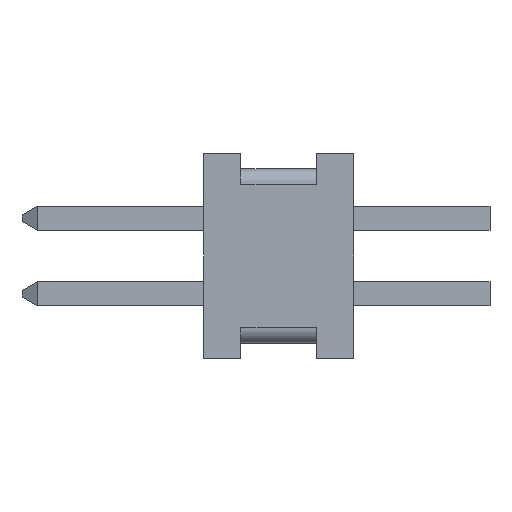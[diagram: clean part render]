
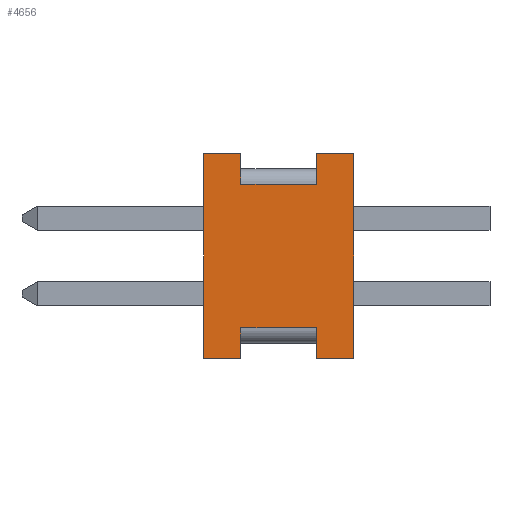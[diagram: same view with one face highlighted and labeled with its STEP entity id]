
A CAD part, left-side view. The second image highlights one B-rep face of the part: STEP entity #4656.
In plain terms, the highlighted planar face has unit normal (-1, 0, 0).
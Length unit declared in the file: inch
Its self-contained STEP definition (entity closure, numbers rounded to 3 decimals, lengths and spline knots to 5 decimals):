
#14 = CARTESIAN_POINT ( 'NONE',  ( -0.075, 0.0245, 0.0675 ) ) ;
#80 = CARTESIAN_POINT ( 'NONE',  ( -0.075, 0.0245, -0.0675 ) ) ;
#99 = LINE ( 'NONE', #5064, #3218 ) ;
#299 = VECTOR ( 'NONE', #6051, 39.37008 ) ;
#337 = ORIENTED_EDGE ( 'NONE', *, *, #1961, .T. ) ;
#358 = EDGE_CURVE ( 'NONE', #5630, #4508, #4803, .T. ) ;
#385 = ORIENTED_EDGE ( 'NONE', *, *, #4755, .F. ) ;
#386 = ORIENTED_EDGE ( 'NONE', *, *, #2989, .T. ) ;
#497 = LINE ( 'NONE', #2285, #3088 ) ;
#851 = CARTESIAN_POINT ( 'NONE',  ( -0.075, 0., 0.0675 ) ) ;
#877 = CARTESIAN_POINT ( 'NONE',  ( -0.075, 0.0245, 0.0475 ) ) ;
#915 = VERTEX_POINT ( 'NONE', #2539 ) ;
#945 = VECTOR ( 'NONE', #2377, 39.37008 ) ;
#954 = CARTESIAN_POINT ( 'NONE',  ( -0.075, 0.099, 0.0675 ) ) ;
#1043 = ORIENTED_EDGE ( 'NONE', *, *, #5669, .F. ) ;
#1088 = CARTESIAN_POINT ( 'NONE',  ( -0.075, 0.099, 0.0675 ) ) ;
#1107 = DIRECTION ( 'NONE',  ( 0., 0., 1. ) ) ;
#1114 = CARTESIAN_POINT ( 'NONE',  ( -0.075, 0.0745, 0.0675 ) ) ;
#1265 = VECTOR ( 'NONE', #4295, 39.37008 ) ;
#1315 = CARTESIAN_POINT ( 'NONE',  ( -0.075, 0.099, 0.0675 ) ) ;
#1380 = VERTEX_POINT ( 'NONE', #4080 ) ;
#1492 = DIRECTION ( 'NONE',  ( 1., 0., 0. ) ) ;
#1505 = LINE ( 'NONE', #1114, #5935 ) ;
#1648 = DIRECTION ( 'NONE',  ( 0., -1., 0. ) ) ;
#1676 = CARTESIAN_POINT ( 'NONE',  ( -0.075, 0.099, -0.0675 ) ) ;
#1919 = EDGE_CURVE ( 'NONE', #5630, #3195, #2623, .T. ) ;
#1921 = CARTESIAN_POINT ( 'NONE',  ( -0.075, 0.099, 0.0675 ) ) ;
#1961 = EDGE_CURVE ( 'NONE', #4508, #3829, #497, .T. ) ;
#2163 = VERTEX_POINT ( 'NONE', #5770 ) ;
#2177 = VECTOR ( 'NONE', #3952, 39.37008 ) ;
#2285 = CARTESIAN_POINT ( 'NONE',  ( -0.075, 0.099, 0.0475 ) ) ;
#2377 = DIRECTION ( 'NONE',  ( 0., -1., 0. ) ) ;
#2412 = ORIENTED_EDGE ( 'NONE', *, *, #4106, .T. ) ;
#2462 = EDGE_CURVE ( 'NONE', #2163, #4523, #99, .T. ) ;
#2469 = DIRECTION ( 'NONE',  ( 0., 0., -1. ) ) ;
#2539 = CARTESIAN_POINT ( 'NONE',  ( -0.075, 0.0245, -0.0675 ) ) ;
#2568 = CARTESIAN_POINT ( 'NONE',  ( -0.075, 0.0245, 0.0675 ) ) ;
#2599 = VECTOR ( 'NONE', #2929, 39.37008 ) ;
#2623 = LINE ( 'NONE', #1315, #1265 ) ;
#2929 = DIRECTION ( 'NONE',  ( 0., 0., -1. ) ) ;
#2983 = LINE ( 'NONE', #80, #2599 ) ;
#2989 = EDGE_CURVE ( 'NONE', #4523, #915, #2983, .T. ) ;
#3088 = VECTOR ( 'NONE', #3280, 39.37008 ) ;
#3121 = LINE ( 'NONE', #4164, #4116 ) ;
#3195 = VERTEX_POINT ( 'NONE', #5096 ) ;
#3218 = VECTOR ( 'NONE', #1648, 39.37008 ) ;
#3280 = DIRECTION ( 'NONE',  ( 0., 1., 0. ) ) ;
#3337 = VERTEX_POINT ( 'NONE', #1921 ) ;
#3380 = LINE ( 'NONE', #851, #4790 ) ;
#3398 = PLANE ( 'NONE',  #3493 ) ;
#3412 = ORIENTED_EDGE ( 'NONE', *, *, #6192, .T. ) ;
#3473 = EDGE_CURVE ( 'NONE', #915, #5365, #5789, .T. ) ;
#3493 = AXIS2_PLACEMENT_3D ( 'NONE', #954, #1492, #2469 ) ;
#3496 = VECTOR ( 'NONE', #5950, 39.37008 ) ;
#3699 = FACE_OUTER_BOUND ( 'NONE', #4842, .T. ) ;
#3809 = EDGE_CURVE ( 'NONE', #6264, #2163, #3121, .T. ) ;
#3829 = VERTEX_POINT ( 'NONE', #3988 ) ;
#3837 = CARTESIAN_POINT ( 'NONE',  ( -0.075, 0.099, 0.0675 ) ) ;
#3915 = CARTESIAN_POINT ( 'NONE',  ( -0.075, 0.099, -0.0675 ) ) ;
#3952 = DIRECTION ( 'NONE',  ( 0., 0., -1. ) ) ;
#3988 = CARTESIAN_POINT ( 'NONE',  ( -0.075, 0.0745, 0.0475 ) ) ;
#4080 = CARTESIAN_POINT ( 'NONE',  ( -0.075, 0.0745, 0.0675 ) ) ;
#4106 = EDGE_CURVE ( 'NONE', #3829, #1380, #1505, .T. ) ;
#4116 = VECTOR ( 'NONE', #5960, 39.37008 ) ;
#4164 = CARTESIAN_POINT ( 'NONE',  ( -0.075, 0.0745, -0.0675 ) ) ;
#4209 = ORIENTED_EDGE ( 'NONE', *, *, #358, .T. ) ;
#4263 = LINE ( 'NONE', #1676, #299 ) ;
#4295 = DIRECTION ( 'NONE',  ( 0., -1., 0. ) ) ;
#4298 = EDGE_CURVE ( 'NONE', #4391, #6264, #4263, .T. ) ;
#4391 = VERTEX_POINT ( 'NONE', #5651 ) ;
#4498 = DIRECTION ( 'NONE',  ( 0., 0., 1. ) ) ;
#4508 = VERTEX_POINT ( 'NONE', #877 ) ;
#4523 = VERTEX_POINT ( 'NONE', #5749 ) ;
#4656 = ADVANCED_FACE ( 'NONE', ( #3699 ), #3398, .F. ) ;
#4755 = EDGE_CURVE ( 'NONE', #4391, #3337, #5761, .T. ) ;
#4790 = VECTOR ( 'NONE', #4898, 39.37008 ) ;
#4803 = LINE ( 'NONE', #2568, #2177 ) ;
#4842 = EDGE_LOOP ( 'NONE', ( #337, #2412, #1043, #385, #5839, #5736, #4879, #386, #5678, #3412, #6171, #4209 ) ) ;
#4879 = ORIENTED_EDGE ( 'NONE', *, *, #2462, .T. ) ;
#4898 = DIRECTION ( 'NONE',  ( 0., 0., 1. ) ) ;
#5006 = CARTESIAN_POINT ( 'NONE',  ( -0.075, 0.0745, -0.0675 ) ) ;
#5064 = CARTESIAN_POINT ( 'NONE',  ( -0.075, 0.099, -0.0475 ) ) ;
#5096 = CARTESIAN_POINT ( 'NONE',  ( -0.075, 0., 0.0675 ) ) ;
#5365 = VERTEX_POINT ( 'NONE', #5973 ) ;
#5465 = VECTOR ( 'NONE', #1107, 39.37008 ) ;
#5525 = LINE ( 'NONE', #3837, #945 ) ;
#5630 = VERTEX_POINT ( 'NONE', #14 ) ;
#5651 = CARTESIAN_POINT ( 'NONE',  ( -0.075, 0.099, -0.0675 ) ) ;
#5669 = EDGE_CURVE ( 'NONE', #3337, #1380, #5525, .T. ) ;
#5678 = ORIENTED_EDGE ( 'NONE', *, *, #3473, .T. ) ;
#5736 = ORIENTED_EDGE ( 'NONE', *, *, #3809, .T. ) ;
#5749 = CARTESIAN_POINT ( 'NONE',  ( -0.075, 0.0245, -0.0475 ) ) ;
#5761 = LINE ( 'NONE', #1088, #5465 ) ;
#5770 = CARTESIAN_POINT ( 'NONE',  ( -0.075, 0.0745, -0.0475 ) ) ;
#5789 = LINE ( 'NONE', #3915, #3496 ) ;
#5839 = ORIENTED_EDGE ( 'NONE', *, *, #4298, .T. ) ;
#5935 = VECTOR ( 'NONE', #4498, 39.37008 ) ;
#5950 = DIRECTION ( 'NONE',  ( 0., -1., 0. ) ) ;
#5960 = DIRECTION ( 'NONE',  ( 0., 0., 1. ) ) ;
#5973 = CARTESIAN_POINT ( 'NONE',  ( -0.075, 0., -0.0675 ) ) ;
#6051 = DIRECTION ( 'NONE',  ( 0., -1., 0. ) ) ;
#6171 = ORIENTED_EDGE ( 'NONE', *, *, #1919, .F. ) ;
#6192 = EDGE_CURVE ( 'NONE', #5365, #3195, #3380, .T. ) ;
#6264 = VERTEX_POINT ( 'NONE', #5006 ) ;
